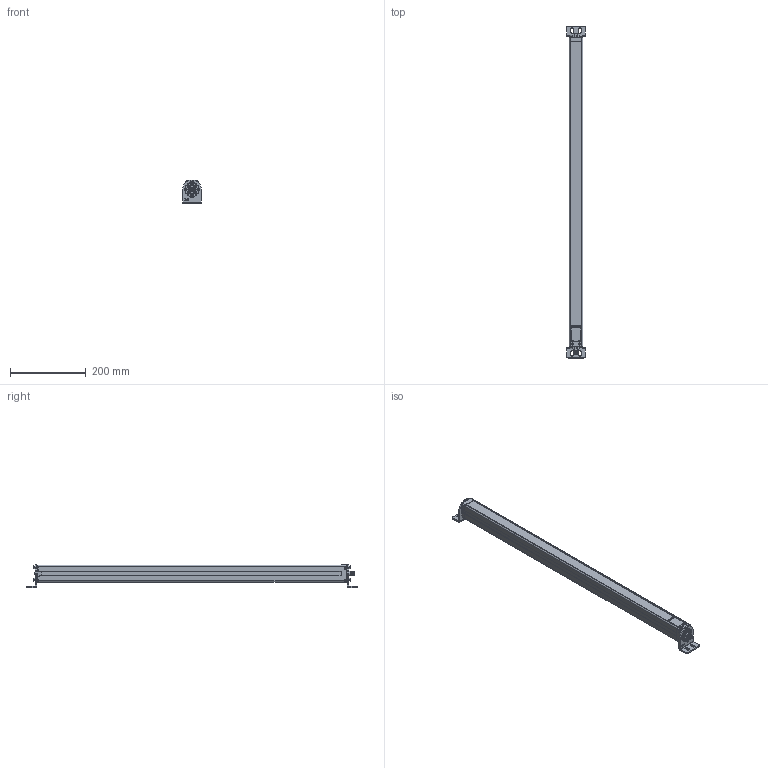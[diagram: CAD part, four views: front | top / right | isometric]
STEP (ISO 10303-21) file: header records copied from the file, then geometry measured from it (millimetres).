
FILE_DESCRIPTION((''),'2;1');
FILE_NAME('139537_SM01_ASM','2023-04-12T08:11:12',('banengservice'),('BANNER ENGINEERING'),'CREO PARAMETRIC BY PTC INC, 2022414','CREO PARAMETRIC BY PTC INC, 2022414','');
FILE_SCHEMA(('CONFIG_CONTROL_DESIGN'));
Products named in the file (4): 139537_EP01; 111087; 58892; 139537_SM01_ASM
Assembly tree (7 placements, depth 2):
  139537_SM01_ASM
    139537_EP01
    111087  x2
    58892  x4
Bounding box: 50 x 879 x 63 mm (x, y, z)
Volume: 1302975.6 mm3; surface area: 168310.6 mm2
Topology: 7 solids, 7 shells, 2447 faces, 6835 edges, 4423 vertices
Faces by surface type: plane 1336, cylinder 852, bspline 143, torus 48, sphere 40, cone 20, extrusion 8
Entity records: 108729 total; most frequent: CARTESIAN_POINT 57287, ORIENTED_EDGE 11318, DIRECTION 10014, EDGE_CURVE 5659, VERTEX_POINT 3665, AXIS2_PLACEMENT_3D 3379, VECTOR 3256, LINE 3248
